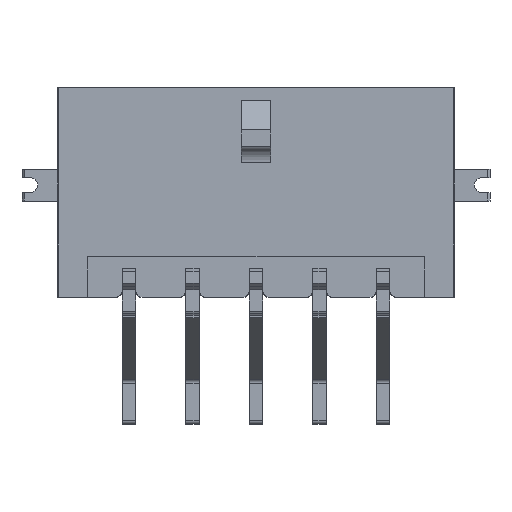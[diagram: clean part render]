
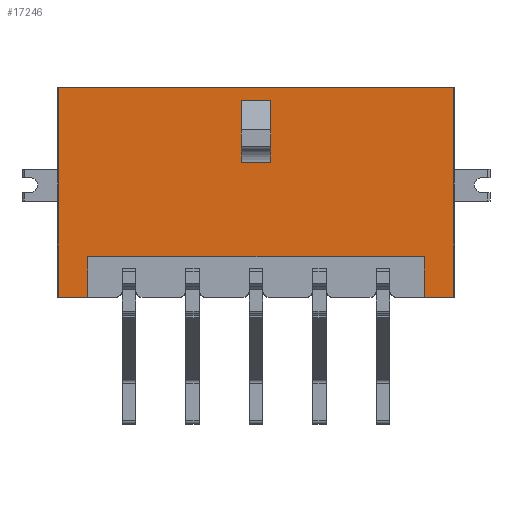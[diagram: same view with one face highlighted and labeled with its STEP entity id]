
A CAD part, top view. The second image highlights one B-rep face of the part: STEP entity #17246.
In plain terms, the highlighted planar face has unit normal (0, 0, 1).
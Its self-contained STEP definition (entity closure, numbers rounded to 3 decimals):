
#1334=ORIENTED_EDGE('',*,*,#4457,.F.);
#1335=ORIENTED_EDGE('',*,*,#4805,.F.);
#1336=ORIENTED_EDGE('',*,*,#4806,.T.);
#1337=ORIENTED_EDGE('',*,*,#4807,.T.);
#1338=ORIENTED_EDGE('',*,*,#4808,.F.);
#1339=ORIENTED_EDGE('',*,*,#4809,.F.);
#1340=ORIENTED_EDGE('',*,*,#4452,.F.);
#1341=ORIENTED_EDGE('',*,*,#4455,.F.);
#1342=ORIENTED_EDGE('',*,*,#4411,.F.);
#1343=ORIENTED_EDGE('',*,*,#4408,.F.);
#1344=ORIENTED_EDGE('',*,*,#4415,.T.);
#1345=ORIENTED_EDGE('',*,*,#4421,.T.);
#4408=EDGE_CURVE('',#6233,#6234,#7441,.T.);
#4411=EDGE_CURVE('',#6234,#6236,#7443,.T.);
#4415=EDGE_CURVE('',#6233,#6239,#7447,.T.);
#4421=EDGE_CURVE('',#6239,#6236,#7453,.T.);
#4452=EDGE_CURVE('',#6268,#6269,#7474,.T.);
#4455=EDGE_CURVE('',#6270,#6268,#7477,.T.);
#4457=EDGE_CURVE('',#6271,#6270,#7479,.T.);
#4805=EDGE_CURVE('',#6511,#6271,#7811,.T.);
#4806=EDGE_CURVE('',#6511,#6512,#7812,.T.);
#4807=EDGE_CURVE('',#6512,#6513,#7813,.T.);
#4808=EDGE_CURVE('',#6514,#6513,#7814,.T.);
#4809=EDGE_CURVE('',#6269,#6514,#7815,.T.);
#6233=VERTEX_POINT('',#22851);
#6234=VERTEX_POINT('',#22853);
#6236=VERTEX_POINT('',#22859);
#6239=VERTEX_POINT('',#22867);
#6268=VERTEX_POINT('',#22938);
#6269=VERTEX_POINT('',#22939);
#6270=VERTEX_POINT('',#22944);
#6271=VERTEX_POINT('',#22948);
#6511=VERTEX_POINT('',#23627);
#6512=VERTEX_POINT('',#23629);
#6513=VERTEX_POINT('',#23631);
#6514=VERTEX_POINT('',#23633);
#7441=LINE('',#22852,#9071);
#7443=LINE('',#22858,#9073);
#7447=LINE('',#22866,#9077);
#7453=LINE('',#22878,#9083);
#7474=LINE('',#22937,#9104);
#7477=LINE('',#22943,#9107);
#7479=LINE('',#22947,#9109);
#7811=LINE('',#23626,#9441);
#7812=LINE('',#23628,#9442);
#7813=LINE('',#23630,#9443);
#7814=LINE('',#23632,#9444);
#7815=LINE('',#23634,#9445);
#9071=VECTOR('',#19177,1000.);
#9073=VECTOR('',#19183,1000.);
#9077=VECTOR('',#19189,1000.);
#9083=VECTOR('',#19201,1000.);
#9104=VECTOR('',#19246,1000.);
#9107=VECTOR('',#19251,1000.);
#9109=VECTOR('',#19255,1000.);
#9441=VECTOR('',#19801,1000.);
#9442=VECTOR('',#19802,1000.);
#9443=VECTOR('',#19803,1000.);
#9444=VECTOR('',#19804,1000.);
#9445=VECTOR('',#19805,1000.);
#10538=EDGE_LOOP('',(#1334,#1335,#1336,#1337,#1338,#1339,#1340,#1341));
#10539=EDGE_LOOP('',(#1342,#1343,#1344,#1345));
#11240=FACE_BOUND('',#10538,.T.);
#11241=FACE_BOUND('',#10539,.T.);
#11931=PLANE('',#17970);
#17246=ADVANCED_FACE('',(#11240,#11241),#11931,.T.);
#17970=AXIS2_PLACEMENT_3D('',#23625,#19799,#19800);
#19177=DIRECTION('',(0.,-1.,0.));
#19183=DIRECTION('',(1.,0.,0.));
#19189=DIRECTION('',(1.,0.,0.));
#19201=DIRECTION('',(0.,-1.,0.));
#19246=DIRECTION('',(-1.,0.,0.));
#19251=DIRECTION('',(0.,1.,0.));
#19255=DIRECTION('',(1.,0.,0.));
#19799=DIRECTION('',(0.,0.,1.));
#19800=DIRECTION('',(1.,0.,0.));
#19801=DIRECTION('',(0.,1.,0.));
#19802=DIRECTION('',(1.,0.,0.));
#19803=DIRECTION('',(0.,1.,0.));
#19804=DIRECTION('',(1.,0.,0.));
#19805=DIRECTION('',(0.,1.,0.));
#22851=CARTESIAN_POINT('',(-3.55,10.05,6.86));
#22852=CARTESIAN_POINT('',(-3.55,10.05,6.86));
#22853=CARTESIAN_POINT('',(-3.55,8.65,6.86));
#22858=CARTESIAN_POINT('',(-2.8,8.65,6.86));
#22859=CARTESIAN_POINT('',(-0.6,8.65,6.86));
#22866=CARTESIAN_POINT('',(-2.8,10.05,6.86));
#22867=CARTESIAN_POINT('',(-0.6,10.05,6.86));
#22878=CARTESIAN_POINT('',(-0.6,10.05,6.86));
#22937=CARTESIAN_POINT('',(-8.,17.3,6.86));
#22938=CARTESIAN_POINT('',(-8.,17.3,6.86));
#22939=CARTESIAN_POINT('',(-9.9,17.3,6.86));
#22943=CARTESIAN_POINT('',(-8.,1.4,6.86));
#22944=CARTESIAN_POINT('',(-8.,1.4,6.86));
#22947=CARTESIAN_POINT('',(-9.9,1.4,6.86));
#22948=CARTESIAN_POINT('',(-9.9,1.4,6.86));
#23625=CARTESIAN_POINT('',(-9.9,0.,6.86));
#23626=CARTESIAN_POINT('',(-9.9,0.,6.86));
#23627=CARTESIAN_POINT('',(-9.9,0.,6.86));
#23628=CARTESIAN_POINT('',(-9.9,0.,6.86));
#23629=CARTESIAN_POINT('',(0.,0.,6.86));
#23630=CARTESIAN_POINT('',(0.,0.,6.86));
#23631=CARTESIAN_POINT('',(0.,18.7,6.86));
#23632=CARTESIAN_POINT('',(-9.9,18.7,6.86));
#23633=CARTESIAN_POINT('',(-9.9,18.7,6.86));
#23634=CARTESIAN_POINT('',(-9.9,0.,6.86));
